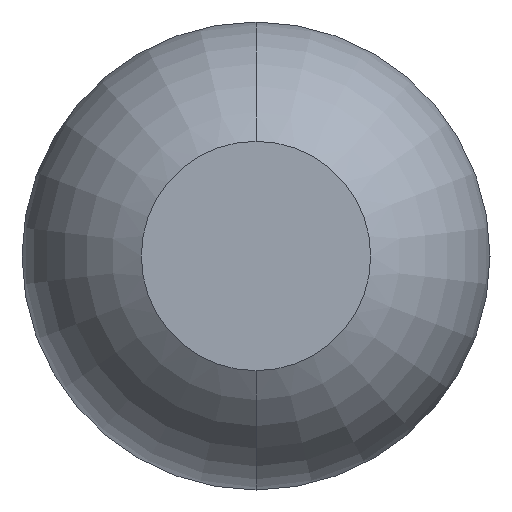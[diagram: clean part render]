
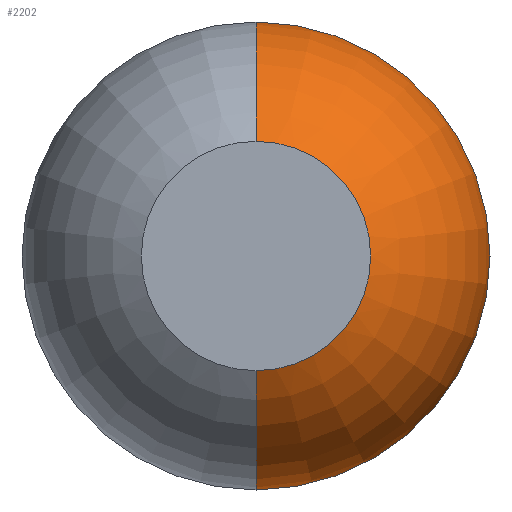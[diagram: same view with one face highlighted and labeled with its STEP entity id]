
A CAD part, front view. The second image highlights one B-rep face of the part: STEP entity #2202.
In plain terms, the highlighted toroidal (fillet/blend) face has major radius 0.01 mm and minor radius 0.5 mm.
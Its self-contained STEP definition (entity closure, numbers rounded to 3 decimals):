
#104 = CARTESIAN_POINT ( 'NONE',  ( 0., -24.961, -0.01 ) ) ;
#118 = DIRECTION ( 'NONE',  ( 0., 0., 1. ) ) ;
#210 = DIRECTION ( 'NONE',  ( 0., 1., 0. ) ) ;
#223 = EDGE_LOOP ( 'NONE', ( #630, #2395, #2610, #1015 ) ) ;
#235 = DIRECTION ( 'NONE',  ( 1., 0., 0. ) ) ;
#275 = FACE_OUTER_BOUND ( 'NONE', #223, .T. ) ;
#343 = EDGE_CURVE ( 'Defeature ausgef�hrt1_0+Defeature ausgef�hrt1_17+Defeature ausgef�hrt1_17+Defeature ausgef�hrt1_17', #403, #1890, #623, .T. ) ;
#348 = CARTESIAN_POINT ( 'NONE',  ( 0., -24.961, 0. ) ) ;
#403 = VERTEX_POINT ( 'NONE', #1540 ) ;
#472 = VERTEX_POINT ( 'NONE', #1293 ) ;
#484 = CIRCLE ( 'NONE', #2470, 0.5 ) ;
#622 = AXIS2_PLACEMENT_3D ( 'NONE', #348, #1751, #935 ) ;
#623 = CIRCLE ( 'NONE', #3279, 0.25 ) ;
#630 = ORIENTED_EDGE ( 'NONE', *, *, #2306, .T. ) ;
#935 = DIRECTION ( 'NONE',  ( 0., 0., -1. ) ) ;
#1015 = ORIENTED_EDGE ( 'NONE', *, *, #2937, .F. ) ;
#1244 = DIRECTION ( 'NONE',  ( 0., 0., -1. ) ) ;
#1293 = CARTESIAN_POINT ( 'NONE',  ( 0., -24.961, 0.51 ) ) ;
#1374 = CARTESIAN_POINT ( 'NONE',  ( 0., -24.961, 0.01 ) ) ;
#1540 = CARTESIAN_POINT ( 'NONE',  ( 0., -25.4, 0.25 ) ) ;
#1593 = EDGE_CURVE ( 'NONE', #472, #403, #484, .T. ) ;
#1623 = CARTESIAN_POINT ( 'NONE',  ( 0., -24.961, -0.51 ) ) ;
#1751 = DIRECTION ( 'NONE',  ( 0., -1., 0. ) ) ;
#1837 = DIRECTION ( 'NONE',  ( 0., 0., 1. ) ) ;
#1890 = VERTEX_POINT ( 'NONE', #2713 ) ;
#2071 = AXIS2_PLACEMENT_3D ( 'NONE', #104, #2657, #118 ) ;
#2076 = DIRECTION ( 'NONE',  ( 0., -1., 0. ) ) ;
#2134 = CIRCLE ( 'NONE', #3520, 0.51 ) ;
#2202 = ADVANCED_FACE ( 'Defeature ausgef�hrt1_0', ( #275 ), #3264, .T. ) ;
#2306 = EDGE_CURVE ( 'Defeature ausgef�hrt1_0+Defeature ausgef�hrt1_6+Defeature ausgef�hrt1_6+Defeature ausgef�hrt1_6', #3239, #472, #2134, .T. ) ;
#2395 = ORIENTED_EDGE ( 'NONE', *, *, #1593, .T. ) ;
#2470 = AXIS2_PLACEMENT_3D ( 'NONE', #1374, #235, #2519 ) ;
#2519 = DIRECTION ( 'NONE',  ( 0., 0., -1. ) ) ;
#2610 = ORIENTED_EDGE ( 'NONE', *, *, #343, .T. ) ;
#2657 = DIRECTION ( 'NONE',  ( -1., 0., 0. ) ) ;
#2713 = CARTESIAN_POINT ( 'NONE',  ( 0., -25.4, -0.25 ) ) ;
#2937 = EDGE_CURVE ( 'NONE', #3239, #1890, #3000, .T. ) ;
#3000 = CIRCLE ( 'NONE', #2071, 0.5 ) ;
#3184 = CARTESIAN_POINT ( 'NONE',  ( 0., -24.961, 0. ) ) ;
#3239 = VERTEX_POINT ( 'NONE', #1623 ) ;
#3264 = TOROIDAL_SURFACE ( 'NONE', #622, 0.01, 0.5 ) ;
#3279 = AXIS2_PLACEMENT_3D ( 'NONE', #3581, #210, #1837 ) ;
#3520 = AXIS2_PLACEMENT_3D ( 'NONE', #3184, #2076, #1244 ) ;
#3581 = CARTESIAN_POINT ( 'NONE',  ( 0., -25.4, 0. ) ) ;
